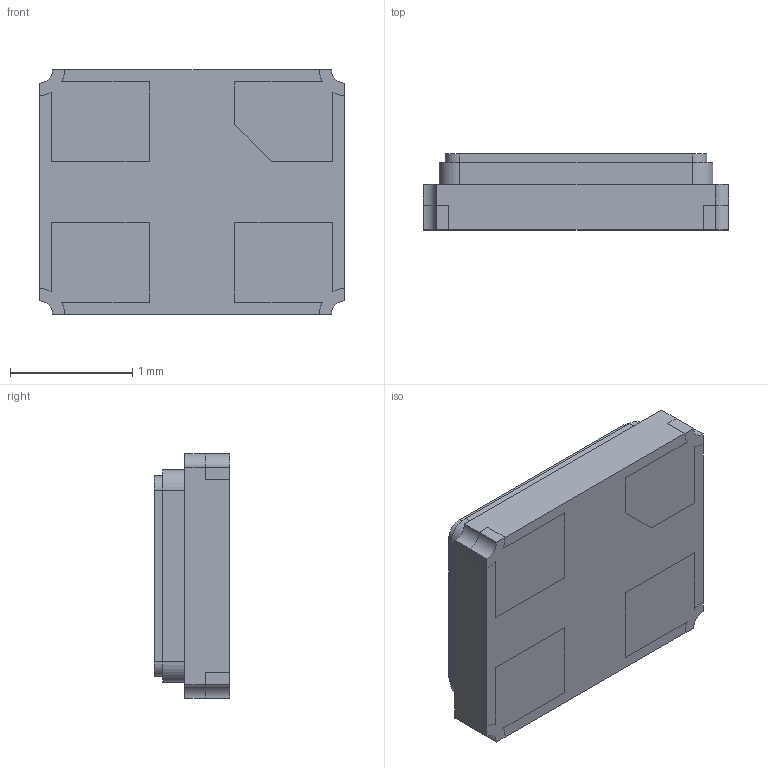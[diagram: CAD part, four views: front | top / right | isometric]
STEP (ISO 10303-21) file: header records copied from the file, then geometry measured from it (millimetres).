
FILE_DESCRIPTION (( 'STEP AP214' ), '1' );
FILE_NAME ('FA-20H 16.0000MF12Z-AC3.STEP', '2022-07-08T08:49:55', ( '' ), ( '' ), 'SwSTEP 2.0', 'SolidWorks 2014', '' );
FILE_SCHEMA (( 'AUTOMOTIVE_DESIGN' ));
Length unit declared in the file: millimetre
Products named in the file (1): FA-20H 16.0000MF12Z-AC3
Bounding box: 2.5 x 0.62 x 2 mm (x, y, z)
Volume: 2.8 mm3; surface area: 31 mm2
Topology: 6 solids, 6 shells, 228 faces, 600 edges, 400 vertices
Faces by surface type: plane 157, bspline 39, cylinder 32
Entity records: 11965 total; most frequent: CARTESIAN_POINT 3932, ORIENTED_EDGE 1200, DIRECTION 966, EDGE_CURVE 600, LINE 458, VECTOR 458, VERTEX_POINT 400, AXIS2_PLACEMENT_3D 254
